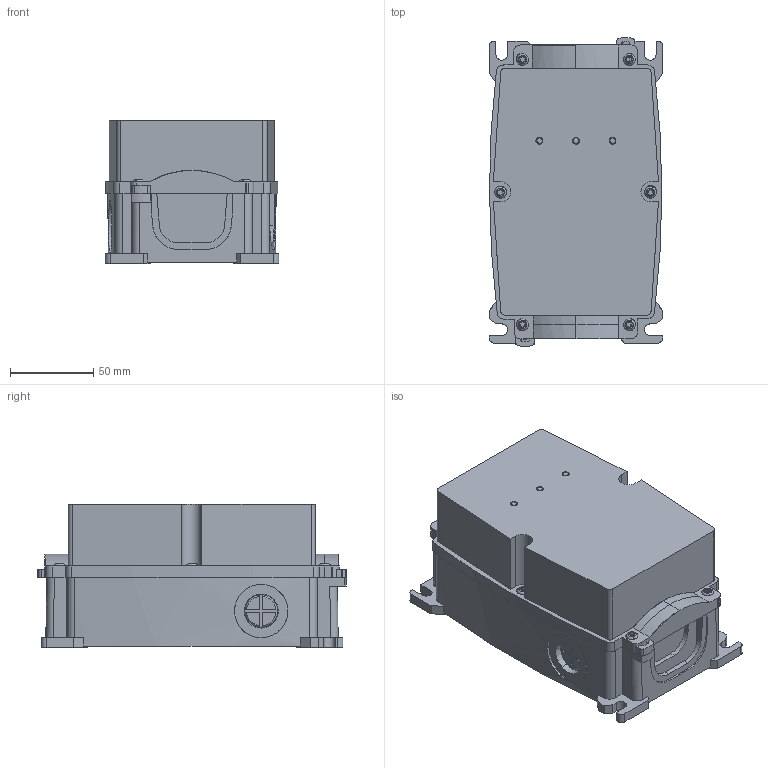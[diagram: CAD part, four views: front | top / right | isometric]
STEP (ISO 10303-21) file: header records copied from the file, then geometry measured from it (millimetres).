
FILE_DESCRIPTION(('CATIA V5 STEP Exchange','CAx-IF Rec.Pracs.--- Model Styling and Organization---1.5--- 2016-08-15','CAx-IF Rec.Pracs.---Supplemental Geometry---1.0---2011-11-01','CAx-IF Rec.Pracs.--- Composite Materials ---1.1---2010-07-15'),'2;1');
FILE_NAME ('031818-4_3', '2025-01-07T06:27:45+00:00', ('none'), ('Weidmueller'), 'CATIA Version 5-6 Release 2022 SP4 HF5', 'CATIA V5 STEP AP214 v3', 'none');
FILE_SCHEMA(('AUTOMOTIVE_DESIGN { 1 0 10303 214 1 1 1 1 }'));
Length unit declared in the file: millimetre
Products named in the file (1): 8000007924
Bounding box: 104 x 185.24 x 86 mm (x, y, z)
Volume: 1242228.5 mm3; surface area: 95075.8 mm2
Topology: 1 solids, 10 shells, 540 faces, 1499 edges, 992 vertices
Faces by surface type: plane 259, cylinder 228, torus 27, cone 14, sphere 12
Entity records: 17793 total; most frequent: CARTESIAN_POINT 4622, ORIENTED_EDGE 2998, DIRECTION 2052, EDGE_CURVE 1499, VERTEX_POINT 992, AXIS2_PLACEMENT_3D 854, VECTOR 835, LINE 835
